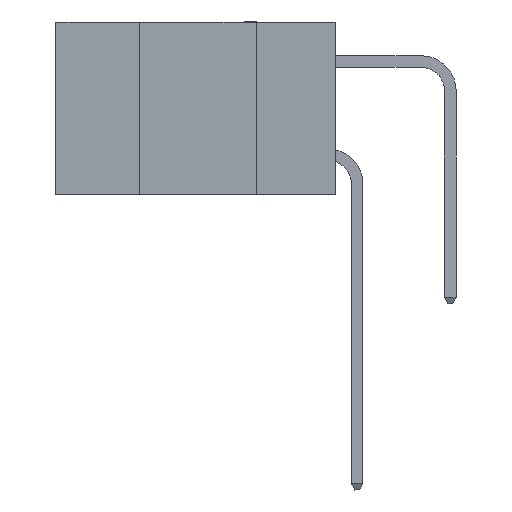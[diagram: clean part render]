
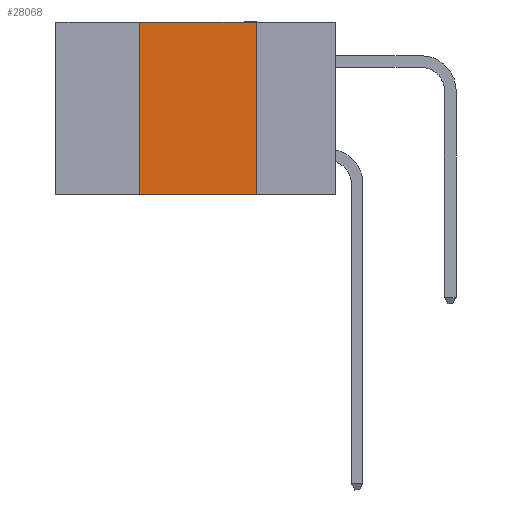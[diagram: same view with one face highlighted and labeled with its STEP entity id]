
A CAD part, left-side view. The second image highlights one B-rep face of the part: STEP entity #28068.
In plain terms, the highlighted planar face has unit normal (-1, 0, 0).
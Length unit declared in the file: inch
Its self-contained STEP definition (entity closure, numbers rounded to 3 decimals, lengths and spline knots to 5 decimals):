
#462 = AXIS2_PLACEMENT_3D ( 'NONE', #33142, #1480, #27713 ) ;
#1256 = LINE ( 'NONE', #6325, #5987 ) ;
#1328 = ORIENTED_EDGE ( 'NONE', *, *, #27146, .F. ) ;
#1480 = DIRECTION ( 'NONE',  ( 1., 0., 0. ) ) ;
#1844 = VECTOR ( 'NONE', #16542, 39.37008 ) ;
#1935 = EDGE_CURVE ( 'NONE', #14948, #32382, #25654, .T. ) ;
#2234 = CARTESIAN_POINT ( 'NONE',  ( 0., 0.17, 0. ) ) ;
#2919 = LINE ( 'NONE', #2234, #1844 ) ;
#3023 = DIRECTION ( 'NONE',  ( 0., 0., 1. ) ) ;
#3905 = CARTESIAN_POINT ( 'NONE',  ( 0., 0.42, 0. ) ) ;
#4523 = CARTESIAN_POINT ( 'NONE',  ( 0., 0.42, -0.37 ) ) ;
#5987 = VECTOR ( 'NONE', #22410, 39.37008 ) ;
#6325 = CARTESIAN_POINT ( 'NONE',  ( 0., 0.6, 0. ) ) ;
#6414 = VECTOR ( 'NONE', #6585, 39.37008 ) ;
#6585 = DIRECTION ( 'NONE',  ( 0., -1., 0. ) ) ;
#12034 = EDGE_CURVE ( 'NONE', #14948, #32080, #16298, .T. ) ;
#13657 = EDGE_LOOP ( 'NONE', ( #27155, #1328, #20827, #18671 ) ) ;
#13660 = CARTESIAN_POINT ( 'NONE',  ( 0., 0.17, -0.37 ) ) ;
#14410 = FACE_OUTER_BOUND ( 'NONE', #13657, .T. ) ;
#14948 = VERTEX_POINT ( 'NONE', #4523 ) ;
#16298 = LINE ( 'NONE', #26992, #29649 ) ;
#16542 = DIRECTION ( 'NONE',  ( 0., 0., -1. ) ) ;
#16593 = VERTEX_POINT ( 'NONE', #25485 ) ;
#17200 = PLANE ( 'NONE',  #462 ) ;
#17412 = CARTESIAN_POINT ( 'NONE',  ( 0., 0.6, -0.37 ) ) ;
#18671 = ORIENTED_EDGE ( 'NONE', *, *, #1935, .T. ) ;
#20558 = EDGE_CURVE ( 'NONE', #16593, #32382, #2919, .T. ) ;
#20827 = ORIENTED_EDGE ( 'NONE', *, *, #12034, .F. ) ;
#22410 = DIRECTION ( 'NONE',  ( 0., -1., 0. ) ) ;
#25485 = CARTESIAN_POINT ( 'NONE',  ( 0., 0.17, 0. ) ) ;
#25654 = LINE ( 'NONE', #17412, #6414 ) ;
#26992 = CARTESIAN_POINT ( 'NONE',  ( 0., 0.42, 0. ) ) ;
#27146 = EDGE_CURVE ( 'NONE', #32080, #16593, #1256, .T. ) ;
#27155 = ORIENTED_EDGE ( 'NONE', *, *, #20558, .F. ) ;
#27713 = DIRECTION ( 'NONE',  ( 0., 0., -1. ) ) ;
#28068 = ADVANCED_FACE ( 'NONE', ( #14410 ), #17200, .F. ) ;
#29649 = VECTOR ( 'NONE', #3023, 39.37008 ) ;
#32080 = VERTEX_POINT ( 'NONE', #3905 ) ;
#32382 = VERTEX_POINT ( 'NONE', #13660 ) ;
#33142 = CARTESIAN_POINT ( 'NONE',  ( 0., 0.6, 0. ) ) ;
